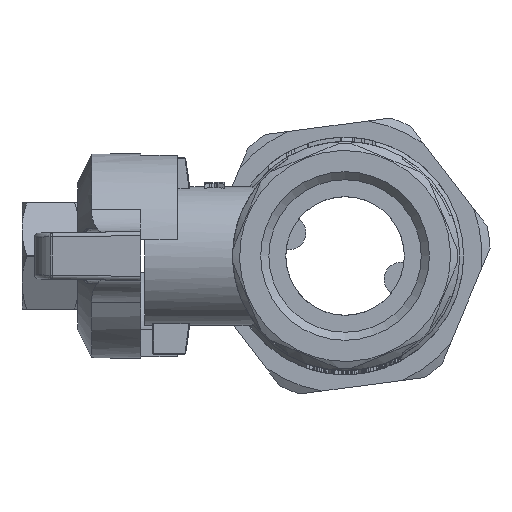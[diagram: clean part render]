
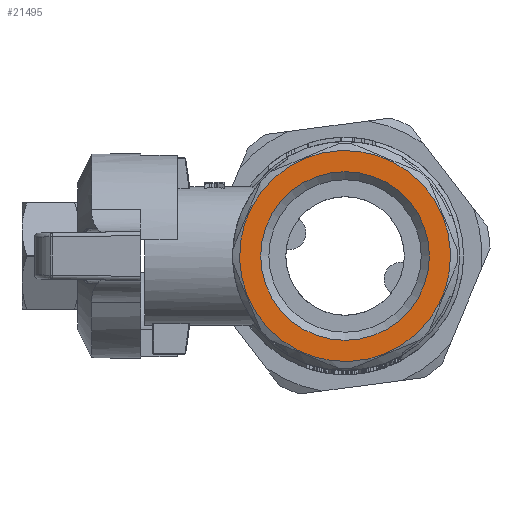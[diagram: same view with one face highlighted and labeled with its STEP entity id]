
A CAD part, left-side view. The second image highlights one B-rep face of the part: STEP entity #21495.
In plain terms, the highlighted face is planar.
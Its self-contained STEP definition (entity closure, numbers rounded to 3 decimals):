
#5128=PLANE('',#32016);
#5559=CIRCLE('',#32017,12.9);
#5560=CIRCLE('',#32018,10.316);
#11648=ORIENTED_EDGE('',*,*,#15146,.T.);
#11649=ORIENTED_EDGE('',*,*,#15147,.F.);
#15146=EDGE_CURVE('',#17393,#17393,#5559,.T.);
#15147=EDGE_CURVE('',#17394,#17394,#5560,.T.);
#17393=VERTEX_POINT('',#49531);
#17394=VERTEX_POINT('',#49533);
#18894=EDGE_LOOP('',(#11648));
#18895=EDGE_LOOP('',(#11649));
#20212=FACE_BOUND('',#18894,.T.);
#20213=FACE_BOUND('',#18895,.T.);
#21495=ADVANCED_FACE('',(#20212,#20213),#5128,.T.);
#32016=AXIS2_PLACEMENT_3D('',#49529,#39041,#39042);
#32017=AXIS2_PLACEMENT_3D('',#49530,#39043,#39044);
#32018=AXIS2_PLACEMENT_3D('',#49532,#39045,#39046);
#39041=DIRECTION('',(0.,0.,1.));
#39042=DIRECTION('',(1.,0.,0.));
#39043=DIRECTION('',(0.,0.,1.));
#39044=DIRECTION('',(0.924,0.383,0.));
#39045=DIRECTION('',(0.,0.,1.));
#39046=DIRECTION('',(0.,1.,0.));
#49529=CARTESIAN_POINT('',(-8.069,11.406,12.));
#49530=CARTESIAN_POINT('',(-3.5,0.,12.));
#49531=CARTESIAN_POINT('',(8.418,4.937,12.));
#49532=CARTESIAN_POINT('',(-3.5,0.,12.));
#49533=CARTESIAN_POINT('',(-3.5,10.316,12.));
